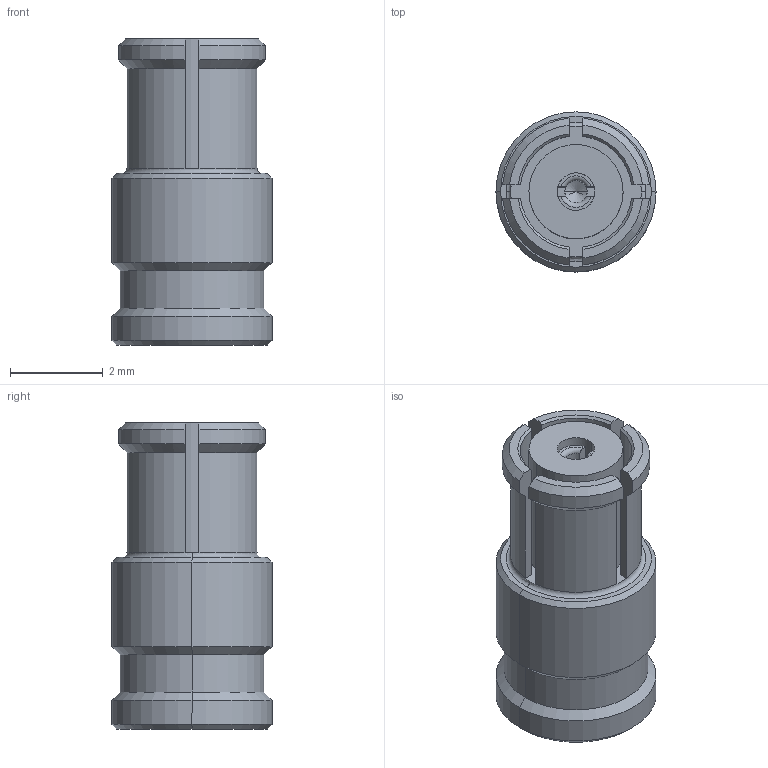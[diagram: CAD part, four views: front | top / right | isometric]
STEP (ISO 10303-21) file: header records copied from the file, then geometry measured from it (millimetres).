
FILE_DESCRIPTION (( 'STEP AP214' ), '1' );
FILE_NAME ('ÑÖÍÊ.434531.021ÑÁ_Ðîçåòêà+äëÿ ïîòðåáèòåëÿ.STEP', '2018-11-27T06:22:09', ( 'User' ), ( '' ), 'SwSTEP 2.0', 'SolidWorks 2016', '' );
FILE_SCHEMA (( 'AUTOMOTIVE_DESIGN' ));
Length unit declared in the file: millimetre
Products named in the file (1): ÑÖÍÊ.434531.021ÑÁ_Ðîçåòêà+äëÿ ïîòðåáèòåëÿ
Bounding box: 3.45 x 3.45 x 6.6 mm (x, y, z)
Volume: 44.9 mm3; surface area: 131.9 mm2
Topology: 1 solids, 1 shells, 79 faces, 198 edges, 123 vertices
Faces by surface type: cylinder 26, plane 25, cone 24, torus 4
Entity records: 3343 total; most frequent: CARTESIAN_POINT 543, DIRECTION 414, ORIENTED_EDGE 392, EDGE_CURVE 196, AXIS2_PLACEMENT_3D 166, VERTEX_POINT 123, CIRCLE 86, EDGE_LOOP 83
